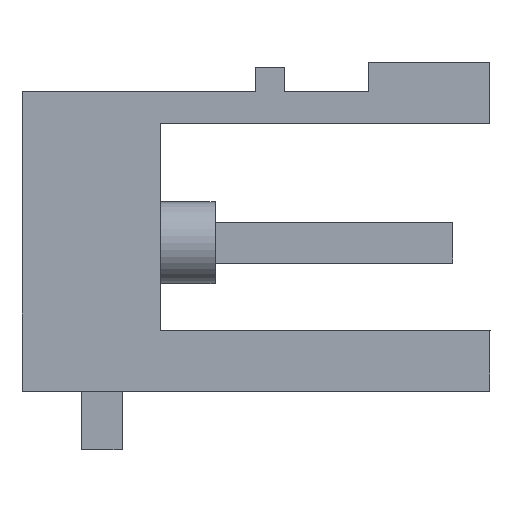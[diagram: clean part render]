
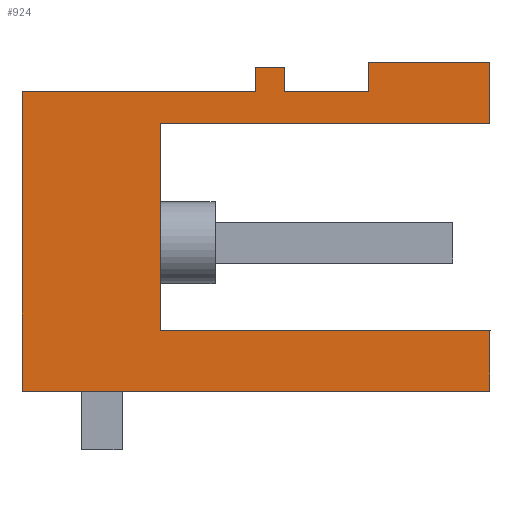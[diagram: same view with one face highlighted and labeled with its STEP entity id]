
A CAD part, left-side view. The second image highlights one B-rep face of the part: STEP entity #924.
In plain terms, the highlighted planar face has unit normal (-1, 0, 0).
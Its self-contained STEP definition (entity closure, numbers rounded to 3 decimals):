
#824=AXIS2_PLACEMENT_3D('Plane Axis2P3D',#821,#822,#823) ;
#254=CARTESIAN_POINT('Vertex',(0.,12.,1.5)) ;
#257=CARTESIAN_POINT('Line Origine',(0.,12.,5.34)) ;
#261=CARTESIAN_POINT('Vertex',(0.,12.,9.18)) ;
#610=CARTESIAN_POINT('Vertex',(0.,0.,1.5)) ;
#613=CARTESIAN_POINT('Line Origine',(0.,6.,1.5)) ;
#821=CARTESIAN_POINT('Axis2P3D Location',(0.,12.,0.)) ;
#826=CARTESIAN_POINT('Line Origine',(0.,0.,9.146)) ;
#830=CARTESIAN_POINT('Vertex',(0.,0.,8.363)) ;
#832=CARTESIAN_POINT('Vertex',(0.,0.,9.93)) ;
#835=CARTESIAN_POINT('Line Origine',(0.,1.56,9.93)) ;
#839=CARTESIAN_POINT('Vertex',(0.,3.12,9.93)) ;
#842=CARTESIAN_POINT('Line Origine',(0.,3.12,9.555)) ;
#846=CARTESIAN_POINT('Vertex',(0.,3.12,9.18)) ;
#849=CARTESIAN_POINT('Line Origine',(0.,4.195,9.18)) ;
#853=CARTESIAN_POINT('Vertex',(0.,5.27,9.18)) ;
#856=CARTESIAN_POINT('Line Origine',(0.,5.27,9.49)) ;
#860=CARTESIAN_POINT('Vertex',(0.,5.27,9.8)) ;
#863=CARTESIAN_POINT('Line Origine',(0.,5.645,9.8)) ;
#867=CARTESIAN_POINT('Vertex',(0.,6.02,9.8)) ;
#870=CARTESIAN_POINT('Line Origine',(0.,6.02,9.49)) ;
#874=CARTESIAN_POINT('Vertex',(0.,6.02,9.18)) ;
#877=CARTESIAN_POINT('Line Origine',(0.,9.01,9.18)) ;
#882=CARTESIAN_POINT('Line Origine',(0.,0.,2.275)) ;
#886=CARTESIAN_POINT('Vertex',(0.,0.,3.05)) ;
#889=CARTESIAN_POINT('Line Origine',(0.,4.225,3.05)) ;
#893=CARTESIAN_POINT('Vertex',(0.,8.45,3.05)) ;
#896=CARTESIAN_POINT('Line Origine',(0.,8.45,5.707)) ;
#900=CARTESIAN_POINT('Vertex',(0.,8.45,8.363)) ;
#903=CARTESIAN_POINT('Line Origine',(0.,4.225,8.363)) ;
#258=DIRECTION('Vector Direction',(0.,0.,-1.)) ;
#614=DIRECTION('Vector Direction',(0.,1.,0.)) ;
#822=DIRECTION('Axis2P3D Direction',(-1.,0.,0.)) ;
#823=DIRECTION('Axis2P3D XDirection',(0.,-1.,0.)) ;
#827=DIRECTION('Vector Direction',(0.,0.,-1.)) ;
#836=DIRECTION('Vector Direction',(0.,1.,0.)) ;
#843=DIRECTION('Vector Direction',(0.,0.,1.)) ;
#850=DIRECTION('Vector Direction',(0.,1.,0.)) ;
#857=DIRECTION('Vector Direction',(0.,0.,1.)) ;
#864=DIRECTION('Vector Direction',(0.,-1.,0.)) ;
#871=DIRECTION('Vector Direction',(0.,0.,1.)) ;
#878=DIRECTION('Vector Direction',(0.,-1.,0.)) ;
#883=DIRECTION('Vector Direction',(0.,0.,1.)) ;
#890=DIRECTION('Vector Direction',(0.,1.,0.)) ;
#897=DIRECTION('Vector Direction',(0.,0.,1.)) ;
#904=DIRECTION('Vector Direction',(0.,1.,0.)) ;
#259=VECTOR('Line Direction',#258,1.) ;
#615=VECTOR('Line Direction',#614,1.) ;
#828=VECTOR('Line Direction',#827,1.) ;
#837=VECTOR('Line Direction',#836,1.) ;
#844=VECTOR('Line Direction',#843,1.) ;
#851=VECTOR('Line Direction',#850,1.) ;
#858=VECTOR('Line Direction',#857,1.) ;
#865=VECTOR('Line Direction',#864,1.) ;
#872=VECTOR('Line Direction',#871,1.) ;
#879=VECTOR('Line Direction',#878,1.) ;
#884=VECTOR('Line Direction',#883,1.) ;
#891=VECTOR('Line Direction',#890,1.) ;
#898=VECTOR('Line Direction',#897,1.) ;
#905=VECTOR('Line Direction',#904,1.) ;
#909=ORIENTED_EDGE('',*,*,#834,.T.) ;
#910=ORIENTED_EDGE('',*,*,#841,.T.) ;
#911=ORIENTED_EDGE('',*,*,#848,.T.) ;
#912=ORIENTED_EDGE('',*,*,#855,.T.) ;
#913=ORIENTED_EDGE('',*,*,#862,.T.) ;
#914=ORIENTED_EDGE('',*,*,#869,.T.) ;
#915=ORIENTED_EDGE('',*,*,#876,.T.) ;
#916=ORIENTED_EDGE('',*,*,#881,.F.) ;
#917=ORIENTED_EDGE('',*,*,#263,.T.) ;
#918=ORIENTED_EDGE('',*,*,#617,.F.) ;
#919=ORIENTED_EDGE('',*,*,#888,.T.) ;
#920=ORIENTED_EDGE('',*,*,#895,.T.) ;
#921=ORIENTED_EDGE('',*,*,#902,.T.) ;
#922=ORIENTED_EDGE('',*,*,#907,.T.) ;
#924=ADVANCED_FACE('Housing',(#923),#825,.T.) ;
#263=EDGE_CURVE('',#262,#255,#260,.T.) ;
#617=EDGE_CURVE('',#611,#255,#616,.T.) ;
#834=EDGE_CURVE('',#831,#833,#829,.F.) ;
#841=EDGE_CURVE('',#833,#840,#838,.T.) ;
#848=EDGE_CURVE('',#840,#847,#845,.F.) ;
#855=EDGE_CURVE('',#847,#854,#852,.T.) ;
#862=EDGE_CURVE('',#854,#861,#859,.T.) ;
#869=EDGE_CURVE('',#861,#868,#866,.F.) ;
#876=EDGE_CURVE('',#868,#875,#873,.F.) ;
#881=EDGE_CURVE('',#262,#875,#880,.T.) ;
#888=EDGE_CURVE('',#611,#887,#885,.T.) ;
#895=EDGE_CURVE('',#887,#894,#892,.T.) ;
#902=EDGE_CURVE('',#894,#901,#899,.T.) ;
#907=EDGE_CURVE('',#901,#831,#906,.F.) ;
#908=EDGE_LOOP('',(#909,#910,#911,#912,#913,#914,#915,#916,#917,#918,#919,#920,#921,#922)) ;
#923=FACE_OUTER_BOUND('',#908,.T.) ;
#260=LINE('Line',#257,#259) ;
#616=LINE('Line',#613,#615) ;
#829=LINE('Line',#826,#828) ;
#838=LINE('Line',#835,#837) ;
#845=LINE('Line',#842,#844) ;
#852=LINE('Line',#849,#851) ;
#859=LINE('Line',#856,#858) ;
#866=LINE('Line',#863,#865) ;
#873=LINE('Line',#870,#872) ;
#880=LINE('Line',#877,#879) ;
#885=LINE('Line',#882,#884) ;
#892=LINE('Line',#889,#891) ;
#899=LINE('Line',#896,#898) ;
#906=LINE('Line',#903,#905) ;
#825=PLANE('',#824) ;
#255=VERTEX_POINT('',#254) ;
#262=VERTEX_POINT('',#261) ;
#611=VERTEX_POINT('',#610) ;
#831=VERTEX_POINT('',#830) ;
#833=VERTEX_POINT('',#832) ;
#840=VERTEX_POINT('',#839) ;
#847=VERTEX_POINT('',#846) ;
#854=VERTEX_POINT('',#853) ;
#861=VERTEX_POINT('',#860) ;
#868=VERTEX_POINT('',#867) ;
#875=VERTEX_POINT('',#874) ;
#887=VERTEX_POINT('',#886) ;
#894=VERTEX_POINT('',#893) ;
#901=VERTEX_POINT('',#900) ;
